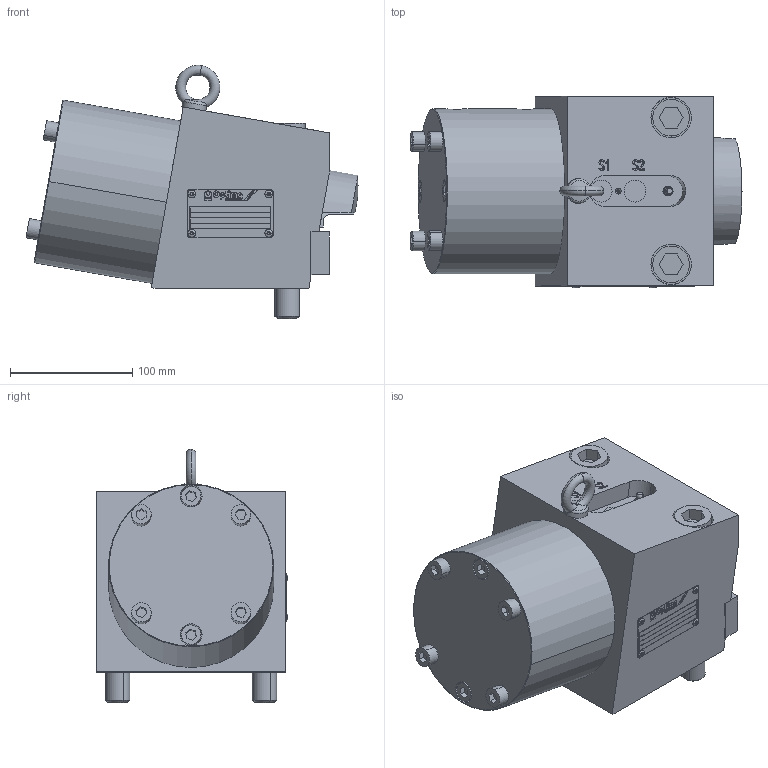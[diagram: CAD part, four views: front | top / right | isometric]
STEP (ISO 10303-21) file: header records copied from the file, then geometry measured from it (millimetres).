
FILE_DESCRIPTION(('STEP AP214'),'1');
FILE_NAME('38440101_HBS100_L.stp','2019-09-03T09:43:34',(' '),(' '),'Spatial InterOp 3D',' ',' ');
FILE_SCHEMA(('automotive_design'));
Length unit declared in the file: millimetre
Products named in the file (33): 1; 2; 3; 4; 5; 6; 7; 8; 9; _washers M8 x 1.; _Nut M8 x 1; 10; 11; 12; 13; 14; 15; 16; 17; 18; 19; 20; 21; 22; din_580-m8-st; 23; 24
Bounding box: 271.5 x 156.5 x 207.27 mm (x, y, z)
Volume: 3739805 mm3; surface area: 398634.3 mm2
Topology: 33 solids, 33 shells, 1296 faces, 3201 edges, 2058 vertices
Faces by surface type: plane 555, cylinder 390, extrusion 133, cone 121, torus 69, sphere 20, bspline 4, revolution 4
Entity records: 51837 total; most frequent: CARTESIAN_POINT 10052, ORIENTED_EDGE 6330, DIRECTION 6253, EDGE_CURVE 3165, AXIS2_PLACEMENT_3D 2241, VERTEX_POINT 2058, VECTOR 1767, LINE 1634
